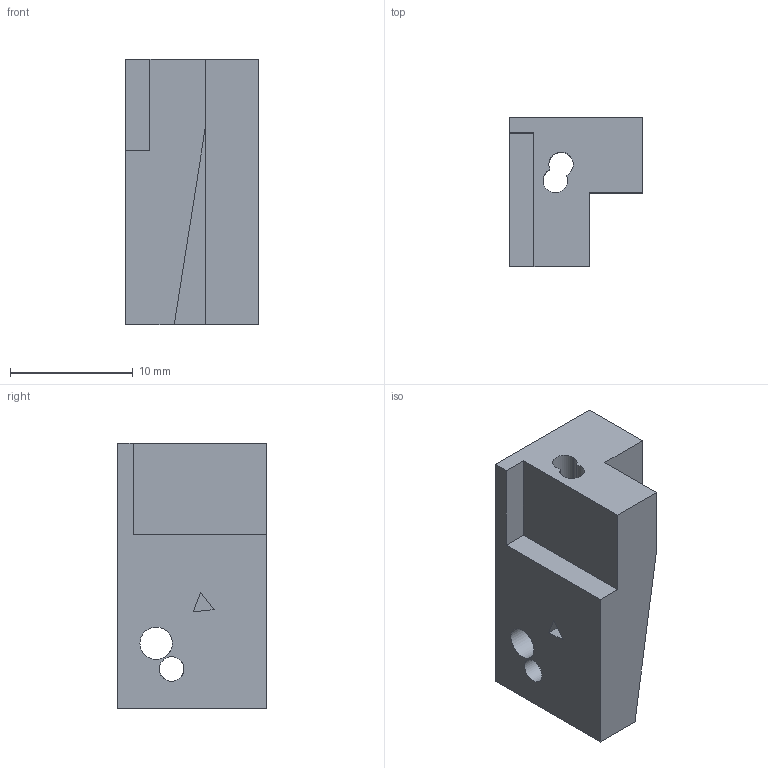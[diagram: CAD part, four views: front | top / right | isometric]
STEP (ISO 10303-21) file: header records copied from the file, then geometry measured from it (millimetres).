
FILE_DESCRIPTION(('Open CASCADE Model'),'2;1');
FILE_NAME('Open CASCADE Shape Model','2021-04-27T20:41:00',('Author'),( 'Open CASCADE'),'Open CASCADE STEP processor 7.4','Open CASCADE 7.4' ,'Unknown');
FILE_SCHEMA(('AUTOMOTIVE_DESIGN { 1 0 10303 214 1 1 1 1 }'));
Length unit declared in the file: millimetre
Products named in the file (1): Open CASCADE STEP translator 7.4 229
Bounding box: 10.85 x 12.15 x 21.64 mm (x, y, z)
Volume: 1862.4 mm3; surface area: 1504.8 mm2
Topology: 1 solids, 1 shells, 27 faces, 84 edges, 56 vertices
Faces by surface type: plane 17, cylinder 10
Full cylindrical faces by diameter (mm): 2 x2, 2.651 x1
Entity records: 5240 total; most frequent: CARTESIAN_POINT 3664, DIRECTION 254, LINE 170, VECTOR 170, ORIENTED_EDGE 168, PCURVE 168, DEFINITIONAL_REPRESENTATION 168, EDGE_CURVE 84
